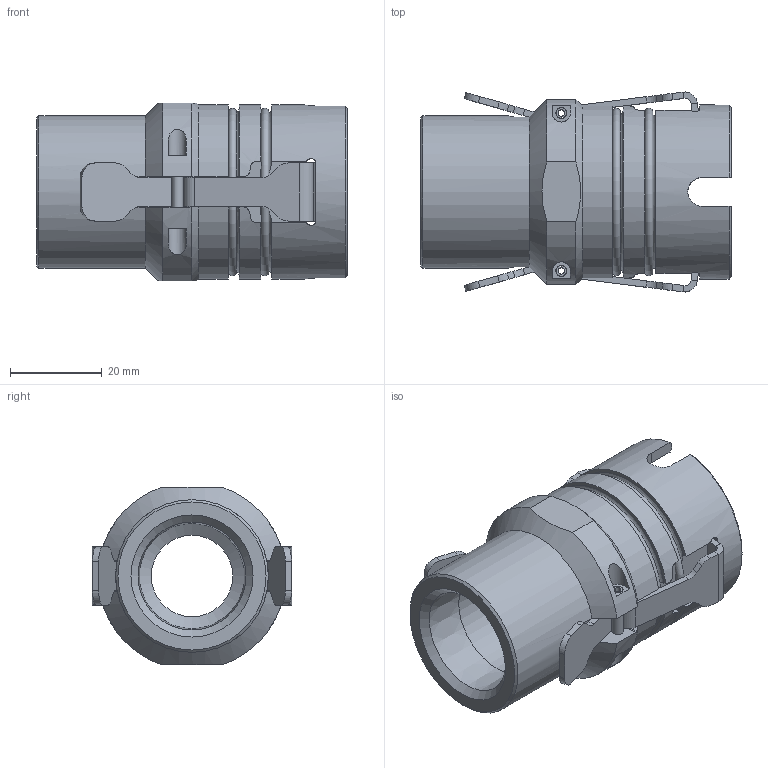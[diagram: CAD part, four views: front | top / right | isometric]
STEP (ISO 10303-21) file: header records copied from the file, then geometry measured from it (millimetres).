
FILE_DESCRIPTION(/* description */ ('VDA 18 CONNECTOR'),/* implementation_level */ '2;1');
FILE_NAME(/* name */ 'VDA018121_CAD.stp',/* time_stamp */ '2021-12-01T13:00:30-06:00',/* author */ ('scott.gulden'),/* organization */ ('FASTEST'),/* preprocessor_version */ 'ST-DEVELOPER v17.2',/* originating_system */ 'Autodesk Inventor 2019',/* authorisation */ 'SG');
FILE_SCHEMA (('AUTOMOTIVE_DESIGN { 1 0 10303 214 3 1 1 }'));
Length unit declared in the file: inch
Products named in the file (5): VDA018121_CAD; 5VDA01805121_CAD; RP0940625; 5VDA01603; 1027U70
Assembly tree (7 placements, depth 2):
  VDA018121_CAD
    5VDA01805121_CAD
    1027U70  x2
    RP0940625  x2
    5VDA01603  x2
Bounding box: 67.87 x 43.68 x 38.86 mm (x, y, z)
Volume: 35449 mm3; surface area: 20653 mm2
Topology: 7 solids, 7 shells, 263 faces, 715 edges, 466 vertices
Faces by surface type: plane 138, cylinder 97, cone 17, torus 11
Full cylindrical faces by diameter (mm): 2.381 x4, 17.78 x1, 23.012 x1, 24.587 x3, 28.524 x1, 28.702 x1, 33.35 x1, 38.075 x1
Entity records: 7366 total; most frequent: CARTESIAN_POINT 1811, ORIENTED_EDGE 1150, DIRECTION 1128, EDGE_CURVE 575, AXIS2_PLACEMENT_3D 422, VERTEX_POINT 381, LINE 284, VECTOR 284
